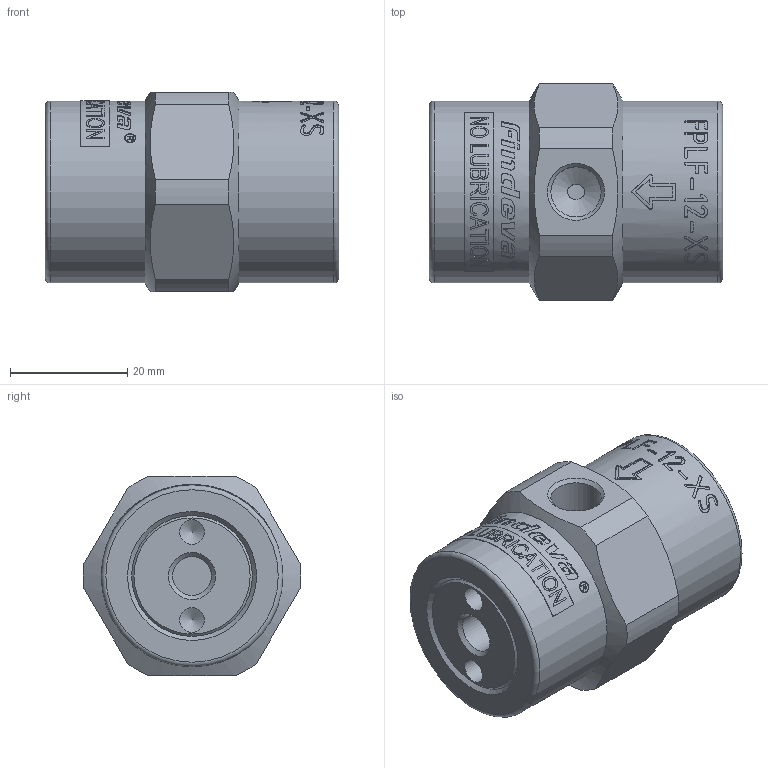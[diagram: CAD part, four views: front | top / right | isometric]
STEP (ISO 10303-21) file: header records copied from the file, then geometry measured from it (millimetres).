
FILE_DESCRIPTION((''),'2;1');
FILE_NAME('9512-00-M.stp','2012-04-02T23:22:05',('Petr'),(''),'Autodesk Inventor 2011','Autodesk Inventor 2011','');
FILE_SCHEMA(('CONFIG_CONTROL_DESIGN'));
Length unit declared in the file: millimetre
Products named in the file (1): 9512-00-M
Bounding box: 50 x 37.09 x 34 mm (x, y, z)
Volume: 39386.2 mm3; surface area: 7822.3 mm2
Topology: 1 solids, 1 shells, 496 faces, 1318 edges, 876 vertices
Faces by surface type: bspline 244, plane 173, cylinder 63, cone 14, torus 2
Full cylindrical faces by diameter (mm): 4.2 x4, 6.647 x1, 8.566 x2, 31 x2
Entity records: 57249 total; most frequent: CARTESIAN_POINT 46496, ORIENTED_EDGE 2562, DIRECTION 1317, EDGE_CURVE 1281, VERTEX_POINT 864, B_SPLINE_CURVE_WITH_KNOTS 625, EDGE_LOOP 573, FACE_OUTER_BOUND 496
